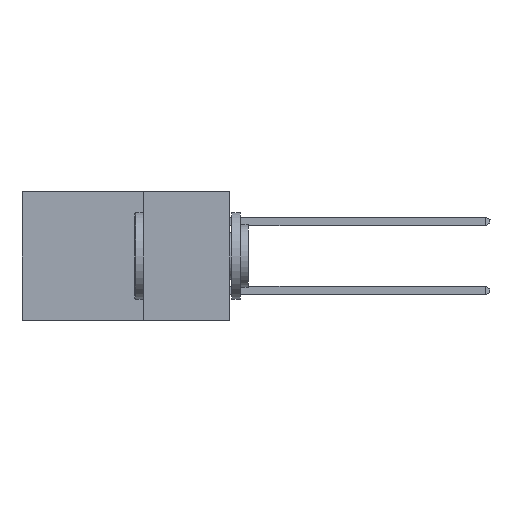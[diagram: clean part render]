
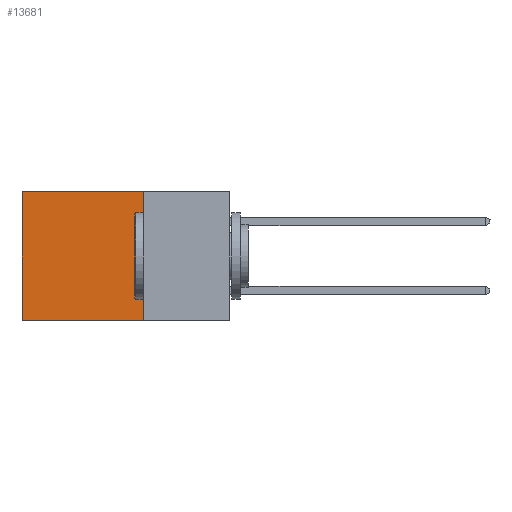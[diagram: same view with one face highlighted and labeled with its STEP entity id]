
A CAD part, left-side view. The second image highlights one B-rep face of the part: STEP entity #13681.
In plain terms, the highlighted planar face has unit normal (-1, 0, 0).
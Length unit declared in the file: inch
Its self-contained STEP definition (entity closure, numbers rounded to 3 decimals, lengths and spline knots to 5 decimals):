
#61 = CARTESIAN_POINT ( 'NONE',  ( 0.2615, 0.25, -0.37 ) ) ;
#612 = CARTESIAN_POINT ( 'NONE',  ( 0.2615, 0.25, 0. ) ) ;
#2947 = CARTESIAN_POINT ( 'NONE',  ( 0.2615, 0.25, -0.37 ) ) ;
#3613 = VECTOR ( 'NONE', #23469, 39.37008 ) ;
#3623 = LINE ( 'NONE', #3881, #3613 ) ;
#3881 = CARTESIAN_POINT ( 'NONE',  ( 0.2615, 0.25, -0.37 ) ) ;
#5069 = DIRECTION ( 'NONE',  ( 1., 0., 0. ) ) ;
#5213 = CARTESIAN_POINT ( 'NONE',  ( 0.2615, 0.25, 0. ) ) ;
#5600 = LINE ( 'NONE', #7320, #23835 ) ;
#5622 = ORIENTED_EDGE ( 'NONE', *, *, #13063, .T. ) ;
#5943 = VECTOR ( 'NONE', #21516, 39.37008 ) ;
#6757 = VERTEX_POINT ( 'NONE', #6990 ) ;
#6990 = CARTESIAN_POINT ( 'NONE',  ( 0.2615, 0.6, -0.37 ) ) ;
#7114 = VERTEX_POINT ( 'NONE', #25569 ) ;
#7320 = CARTESIAN_POINT ( 'NONE',  ( 0.2615, 0.6, -0.37 ) ) ;
#7470 = LINE ( 'NONE', #5213, #10978 ) ;
#8899 = PLANE ( 'NONE',  #17143 ) ;
#10978 = VECTOR ( 'NONE', #25067, 39.37008 ) ;
#11672 = ORIENTED_EDGE ( 'NONE', *, *, #23532, .T. ) ;
#12315 = VERTEX_POINT ( 'NONE', #612 ) ;
#13063 = EDGE_CURVE ( 'NONE', #18248, #6757, #5600, .T. ) ;
#13681 = ADVANCED_FACE ( 'NONE', ( #23202 ), #8899, .F. ) ;
#13960 = ORIENTED_EDGE ( 'NONE', *, *, #23630, .F. ) ;
#14469 = EDGE_LOOP ( 'NONE', ( #5622, #15112, #13960, #11672 ) ) ;
#15112 = ORIENTED_EDGE ( 'NONE', *, *, #19706, .F. ) ;
#16903 = CARTESIAN_POINT ( 'NONE',  ( 0.2615, 0.6, 0. ) ) ;
#16905 = DIRECTION ( 'NONE',  ( 0., 0., -1. ) ) ;
#17143 = AXIS2_PLACEMENT_3D ( 'NONE', #2947, #5069, #16905 ) ;
#18102 = LINE ( 'NONE', #61, #5943 ) ;
#18248 = VERTEX_POINT ( 'NONE', #16903 ) ;
#19514 = DIRECTION ( 'NONE',  ( 0., 0., -1. ) ) ;
#19706 = EDGE_CURVE ( 'NONE', #7114, #6757, #3623, .T. ) ;
#21516 = DIRECTION ( 'NONE',  ( 0., 0., -1. ) ) ;
#23202 = FACE_OUTER_BOUND ( 'NONE', #14469, .T. ) ;
#23469 = DIRECTION ( 'NONE',  ( 0., 1., 0. ) ) ;
#23532 = EDGE_CURVE ( 'NONE', #12315, #18248, #7470, .T. ) ;
#23630 = EDGE_CURVE ( 'NONE', #12315, #7114, #18102, .T. ) ;
#23835 = VECTOR ( 'NONE', #19514, 39.37008 ) ;
#25067 = DIRECTION ( 'NONE',  ( 0., 1., 0. ) ) ;
#25569 = CARTESIAN_POINT ( 'NONE',  ( 0.2615, 0.25, -0.37 ) ) ;
